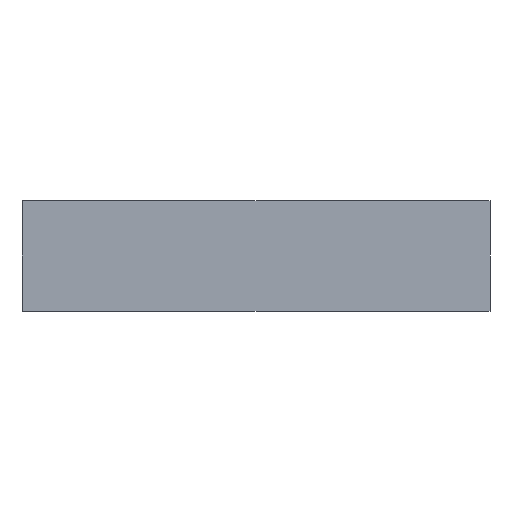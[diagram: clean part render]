
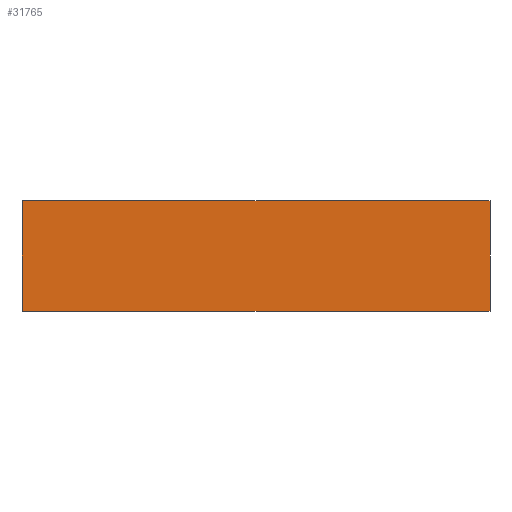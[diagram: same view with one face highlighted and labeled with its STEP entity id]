
A CAD part, front view. The second image highlights one B-rep face of the part: STEP entity #31765.
In plain terms, the highlighted planar face has unit normal (0, -1, 0).
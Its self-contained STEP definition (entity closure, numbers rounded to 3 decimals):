
#487 = ORIENTED_EDGE ( 'NONE', *, *, #32656, .T. ) ;
#587 = CARTESIAN_POINT ( 'NONE',  ( 275., -10., 65. ) ) ;
#1764 = EDGE_CURVE ( 'NONE', #26376, #9972, #11709, .T. ) ;
#3503 = VERTEX_POINT ( 'NONE', #587 ) ;
#3568 = ORIENTED_EDGE ( 'NONE', *, *, #8136, .T. ) ;
#3674 = VERTEX_POINT ( 'NONE', #13808 ) ;
#7335 = LINE ( 'NONE', #23657, #32806 ) ;
#7386 = CARTESIAN_POINT ( 'NONE',  ( 275., -10., -65. ) ) ;
#8136 = EDGE_CURVE ( 'NONE', #3503, #3674, #11900, .T. ) ;
#8696 = VECTOR ( 'NONE', #33699, 1000. ) ;
#8960 = PLANE ( 'NONE',  #20776 ) ;
#9972 = VERTEX_POINT ( 'NONE', #7386 ) ;
#11709 = LINE ( 'NONE', #33419, #30529 ) ;
#11900 = LINE ( 'NONE', #17634, #26614 ) ;
#12002 = DIRECTION ( 'NONE',  ( 0., -1., 0. ) ) ;
#12680 = LINE ( 'NONE', #34221, #8696 ) ;
#13256 = EDGE_LOOP ( 'NONE', ( #487, #18115, #15185, #3568 ) ) ;
#13808 = CARTESIAN_POINT ( 'NONE',  ( -275., -10., 65. ) ) ;
#14679 = DIRECTION ( 'NONE',  ( 0., 0., -1. ) ) ;
#15185 = ORIENTED_EDGE ( 'NONE', *, *, #29639, .T. ) ;
#17634 = CARTESIAN_POINT ( 'NONE',  ( -275., -10., 65. ) ) ;
#18115 = ORIENTED_EDGE ( 'NONE', *, *, #1764, .T. ) ;
#20151 = DIRECTION ( 'NONE',  ( -1., 0., 0. ) ) ;
#20776 = AXIS2_PLACEMENT_3D ( 'NONE', #25641, #12002, #14679 ) ;
#23657 = CARTESIAN_POINT ( 'NONE',  ( -275., -10., 65. ) ) ;
#24363 = DIRECTION ( 'NONE',  ( 0., 0., -1. ) ) ;
#25641 = CARTESIAN_POINT ( 'NONE',  ( 0., -10., 0. ) ) ;
#26376 = VERTEX_POINT ( 'NONE', #28533 ) ;
#26614 = VECTOR ( 'NONE', #20151, 1000. ) ;
#27689 = DIRECTION ( 'NONE',  ( 1., 0., 0. ) ) ;
#28533 = CARTESIAN_POINT ( 'NONE',  ( -275., -10., -65. ) ) ;
#29639 = EDGE_CURVE ( 'NONE', #9972, #3503, #12680, .T. ) ;
#30529 = VECTOR ( 'NONE', #27689, 1000. ) ;
#31371 = FACE_OUTER_BOUND ( 'NONE', #13256, .T. ) ;
#31765 = ADVANCED_FACE ( 'NONE', ( #31371 ), #8960, .T. ) ;
#32656 = EDGE_CURVE ( 'NONE', #3674, #26376, #7335, .T. ) ;
#32806 = VECTOR ( 'NONE', #24363, 1000. ) ;
#33419 = CARTESIAN_POINT ( 'NONE',  ( -275., -10., -65. ) ) ;
#33699 = DIRECTION ( 'NONE',  ( 0., 0., 1. ) ) ;
#34221 = CARTESIAN_POINT ( 'NONE',  ( 275., -10., 65. ) ) ;
